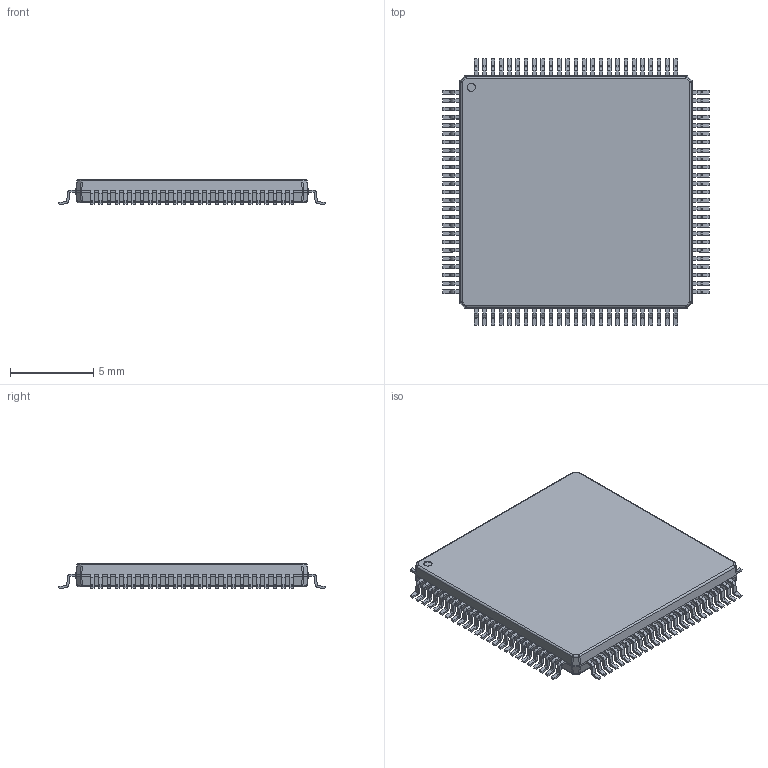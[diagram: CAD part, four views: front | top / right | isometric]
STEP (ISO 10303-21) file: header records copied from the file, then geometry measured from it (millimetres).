
FILE_DESCRIPTION((''),'2;1');
FILE_NAME('PZ0100A_ASM','2017-03-03T',('a0412025'),(''),'CREO PARAMETRIC BY PTC INC, 2016050','CREO PARAMETRIC BY PTC INC, 2016050','');
FILE_SCHEMA(('AUTOMOTIVE_DESIGN { 1 0 10303 214 1 1 1 1 }'));
Length unit declared in the file: millimetre
Products named in the file (3): BODY-QFP; LEAD-QFP; PZ0100A_ASM
Assembly tree (101 placements, depth 2):
  PZ0100A_ASM
    BODY-QFP
    LEAD-QFP  x100
Bounding box: 16.02 x 16.02 x 1.5 mm (x, y, z)
Volume: 275.6 mm3; surface area: 571.1 mm2
Topology: 101 solids, 101 shells, 1485 faces, 3766 edges, 2484 vertices
Faces by surface type: plane 1027, cylinder 442, sphere 16
Entity records: 4755 total; most frequent: CARTESIAN_POINT 699, DIRECTION 652, ORIENTED_EDGE 404, AXIS2_PLACEMENT_3D 263, PRESENTATION_STYLE_ASSIGNMENT 204, STYLED_ITEM 204, CURVE_STYLE 202, EDGE_CURVE 202
